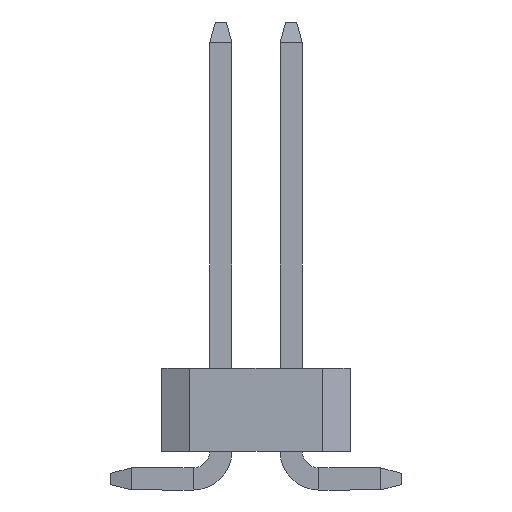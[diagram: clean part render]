
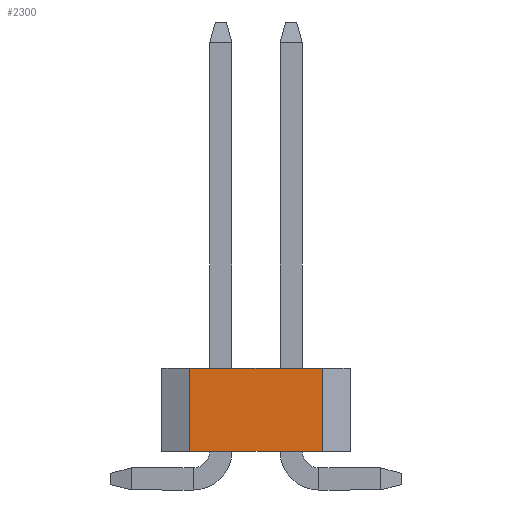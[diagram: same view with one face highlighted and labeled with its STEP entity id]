
A CAD part, left-side view. The second image highlights one B-rep face of the part: STEP entity #2300.
In plain terms, the highlighted planar face has unit normal (-1, 0, 0).
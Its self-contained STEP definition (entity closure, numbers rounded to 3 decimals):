
#56 = CARTESIAN_POINT ( 'NONE',  ( -12.7, 1.2, 1.5 ) ) ;
#144 = CARTESIAN_POINT ( 'NONE',  ( -12.7, -1.7, 1.5 ) ) ;
#345 = VERTEX_POINT ( 'NONE', #56 ) ;
#383 = EDGE_CURVE ( 'NONE', #345, #2123, #616, .T. ) ;
#400 = VECTOR ( 'NONE', #2207, 1000. ) ;
#482 = CARTESIAN_POINT ( 'NONE',  ( -12.7, -1.2, 0. ) ) ;
#525 = LINE ( 'NONE', #1072, #400 ) ;
#544 = EDGE_CURVE ( 'NONE', #2472, #673, #525, .T. ) ;
#615 = ORIENTED_EDGE ( 'NONE', *, *, #1563, .T. ) ;
#616 = LINE ( 'NONE', #1761, #1276 ) ;
#673 = VERTEX_POINT ( 'NONE', #482 ) ;
#887 = CARTESIAN_POINT ( 'NONE',  ( -12.7, 1.2, -1. ) ) ;
#1012 = DIRECTION ( 'NONE',  ( 0., 0., 1. ) ) ;
#1059 = CARTESIAN_POINT ( 'NONE',  ( -12.7, 1.2, 0. ) ) ;
#1072 = CARTESIAN_POINT ( 'NONE',  ( -12.7, -1.7, 0. ) ) ;
#1088 = EDGE_LOOP ( 'NONE', ( #2032, #615, #1921, #3254 ) ) ;
#1276 = VECTOR ( 'NONE', #3486, 1000. ) ;
#1563 = EDGE_CURVE ( 'NONE', #673, #2123, #3609, .T. ) ;
#1761 = CARTESIAN_POINT ( 'NONE',  ( -12.7, -1.7, 1.5 ) ) ;
#1829 = DIRECTION ( 'NONE',  ( 0., 0., -1. ) ) ;
#1921 = ORIENTED_EDGE ( 'NONE', *, *, #383, .F. ) ;
#2032 = ORIENTED_EDGE ( 'NONE', *, *, #544, .T. ) ;
#2035 = DIRECTION ( 'NONE',  ( 0., 0., 1. ) ) ;
#2050 = VECTOR ( 'NONE', #2035, 1000. ) ;
#2123 = VERTEX_POINT ( 'NONE', #3159 ) ;
#2187 = EDGE_CURVE ( 'NONE', #2472, #345, #3432, .T. ) ;
#2207 = DIRECTION ( 'NONE',  ( 0., -1., 0. ) ) ;
#2300 = ADVANCED_FACE ( 'NONE', ( #3557 ), #2454, .F. ) ;
#2454 = PLANE ( 'NONE',  #2694 ) ;
#2472 = VERTEX_POINT ( 'NONE', #1059 ) ;
#2684 = VECTOR ( 'NONE', #1012, 1000. ) ;
#2694 = AXIS2_PLACEMENT_3D ( 'NONE', #144, #3580, #1829 ) ;
#3159 = CARTESIAN_POINT ( 'NONE',  ( -12.7, -1.2, 1.5 ) ) ;
#3254 = ORIENTED_EDGE ( 'NONE', *, *, #2187, .F. ) ;
#3432 = LINE ( 'NONE', #887, #2050 ) ;
#3486 = DIRECTION ( 'NONE',  ( 0., -1., 0. ) ) ;
#3557 = FACE_OUTER_BOUND ( 'NONE', #1088, .T. ) ;
#3580 = DIRECTION ( 'NONE',  ( 1., 0., 0. ) ) ;
#3591 = CARTESIAN_POINT ( 'NONE',  ( -12.7, -1.2, -1. ) ) ;
#3609 = LINE ( 'NONE', #3591, #2684 ) ;
